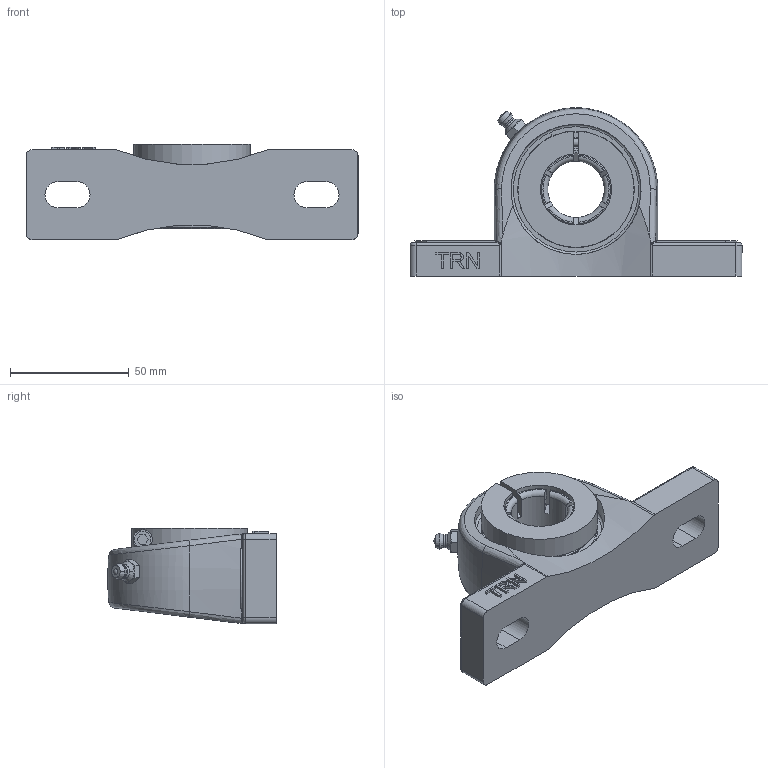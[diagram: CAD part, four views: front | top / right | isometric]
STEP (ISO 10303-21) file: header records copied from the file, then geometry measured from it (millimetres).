
FILE_DESCRIPTION(/* description */ ('Alibre Inc.'),/* implementation_level */ '2;1');
FILE_NAME(/* name */ 'export0',/* time_stamp */ '2015-11-11T13:38:41-08:00',/* author */ (''),/* organization */ (''),/* preprocessor_version */ 'ST-DEVELOPER v12',/* originating_system */ 'Alibre',/* authorisation */ '');
FILE_SCHEMA (('AUTOMOTIVE_DESIGN'));
Products named in the file (8): 3
Bounding box: 140 x 71 x 40.3 mm (x, y, z)
Volume: 130909 mm3; surface area: 47240.7 mm2
Topology: 8 solids, 8 shells, 302 faces, 791 edges, 504 vertices
Faces by surface type: plane 119, cylinder 74, cone 36, bspline 34, torus 30, sphere 9
Full cylindrical faces by diameter (mm): 1.479 x2, 3.242 x2, 4 x1, 5 x2, 7 x1, 23.812 x1, 34.225 x4, 34.733 x2, 44 x4, 54.864 x2
Entity records: 11451 total; most frequent: CARTESIAN_POINT 4879, ORIENTED_EDGE 1436, DIRECTION 1083, EDGE_CURVE 718, VERTEX_POINT 476, AXIS2_PLACEMENT_3D 445, EDGE_LOOP 356, FACE_BOUND 356
